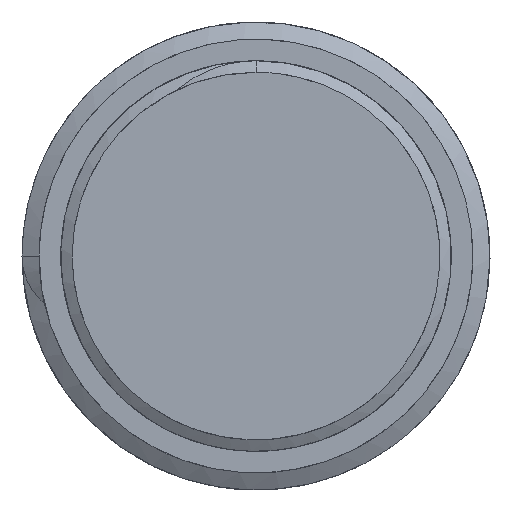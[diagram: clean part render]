
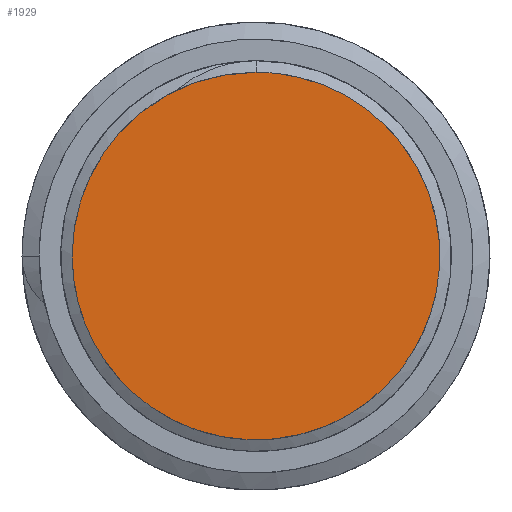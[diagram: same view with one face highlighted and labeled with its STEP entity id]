
A CAD part, left-side view. The second image highlights one B-rep face of the part: STEP entity #1929.
In plain terms, the highlighted free-form (B-spline) face has degree [1, 1] with [2, 2] control points.
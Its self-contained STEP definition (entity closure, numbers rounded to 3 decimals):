
#1910=CARTESIAN_POINT('',(28.,-15.909,-18.146));
#1911=CARTESIAN_POINT('',(28.,15.909,-18.146));
#1912=CARTESIAN_POINT('',(28.,-15.909,13.672));
#1913=CARTESIAN_POINT('',(28.,15.909,13.672));
#1914=B_SPLINE_SURFACE_WITH_KNOTS('',1,1,((#1910,#1911),(#1912,#1913)),.PLANE_SURF.,.F.,.F.,.U.,(2,2),(2,2),(0.,1.),(0.,1.),.UNSPECIFIED.);
#1915=CARTESIAN_POINT('',(28.,0.,8.35));
#1916=VERTEX_POINT('',#1915);
#1917=CARTESIAN_POINT('',(28.,0.,8.35));
#1918=CARTESIAN_POINT('',(28.,14.463,8.35));
#1919=CARTESIAN_POINT('',(28.,7.231,-4.175));
#1920=CARTESIAN_POINT('',(28.,0.,-16.7));
#1921=CARTESIAN_POINT('',(28.,-7.231,-4.175));
#1922=CARTESIAN_POINT('',(28.,-14.463,8.35));
#1923=CARTESIAN_POINT('',(28.,0.,8.35));
#1924=(BOUNDED_CURVE()B_SPLINE_CURVE(2,(#1917,#1918,#1919,#1920,#1921,#1922,#1923),.CIRCULAR_ARC.,.T.,.U.)B_SPLINE_CURVE_WITH_KNOTS((3,2,2,3),(0.,0.333,0.667,1.),.UNSPECIFIED.)CURVE()GEOMETRIC_REPRESENTATION_ITEM()RATIONAL_B_SPLINE_CURVE((1.,0.5,1.,0.5,1.,0.5,1.))REPRESENTATION_ITEM(''));
#1925=EDGE_CURVE('',#1916,#1916,#1924,.T.);
#1926=ORIENTED_EDGE('',*,*,#1925,.T.);
#1927=EDGE_LOOP('',(#1926));
#1928=FACE_OUTER_BOUND('',#1927,.T.);
#1929=ADVANCED_FACE('',(#1928),#1914,.T.);
